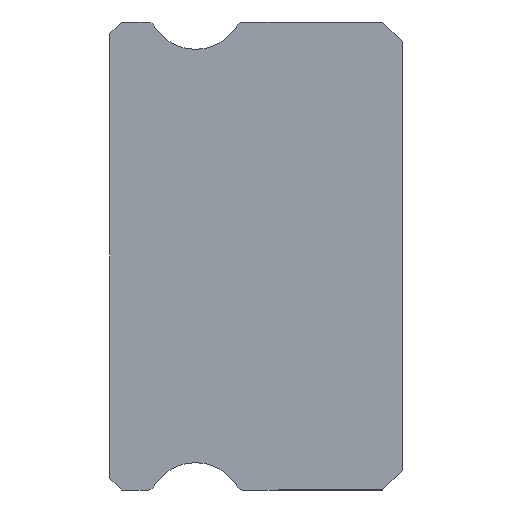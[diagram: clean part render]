
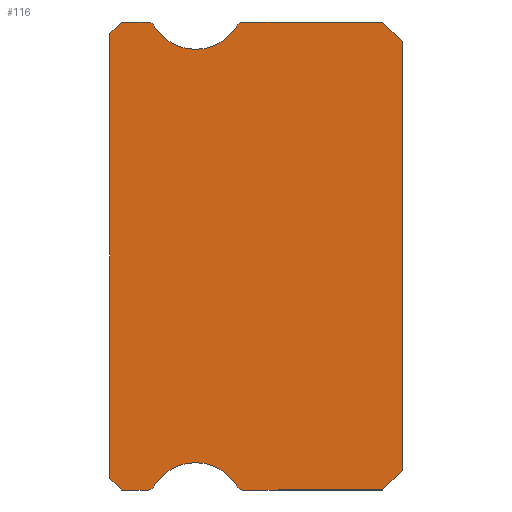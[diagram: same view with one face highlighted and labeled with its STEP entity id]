
A CAD part, left-side view. The second image highlights one B-rep face of the part: STEP entity #116.
In plain terms, the highlighted planar face has unit normal (-1, 0, 0).
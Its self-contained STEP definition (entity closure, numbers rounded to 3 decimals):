
#5 = LINE ( 'NONE', #2118, #454 ) ;
#55 = ORIENTED_EDGE ( 'NONE', *, *, #1796, .F. ) ;
#65 = VECTOR ( 'NONE', #2145, 1000. ) ;
#81 = DIRECTION ( 'NONE',  ( 1., 0., 0. ) ) ;
#103 = AXIS2_PLACEMENT_3D ( 'NONE', #1033, #2365, #3437 ) ;
#116 = ADVANCED_FACE ( 'NONE', ( #861 ), #882, .F. ) ;
#142 = VERTEX_POINT ( 'NONE', #557 ) ;
#157 = VECTOR ( 'NONE', #2467, 1000. ) ;
#158 = EDGE_CURVE ( 'NONE', #2598, #578, #1619, .T. ) ;
#162 = VERTEX_POINT ( 'NONE', #1891 ) ;
#211 = CIRCLE ( 'NONE', #823, 1.25 ) ;
#213 = ORIENTED_EDGE ( 'NONE', *, *, #2231, .F. ) ;
#279 = CARTESIAN_POINT ( 'NONE',  ( -12.5, 7.2, 6. ) ) ;
#290 = EDGE_CURVE ( 'NONE', #3350, #3257, #424, .T. ) ;
#393 = CARTESIAN_POINT ( 'NONE',  ( -12.5, 6.512, 5.85 ) ) ;
#395 = DIRECTION ( 'NONE',  ( 1., 0., 0. ) ) ;
#400 = DIRECTION ( 'NONE',  ( -1., 0., 0. ) ) ;
#407 = DIRECTION ( 'NONE',  ( 0., 0., -1. ) ) ;
#424 = LINE ( 'NONE', #1992, #1010 ) ;
#454 = VECTOR ( 'NONE', #1895, 1000. ) ;
#472 = DIRECTION ( 'NONE',  ( 0., 0., -1. ) ) ;
#489 = CIRCLE ( 'NONE', #2376, 1.25 ) ;
#511 = CARTESIAN_POINT ( 'NONE',  ( -12.5, 7.5, -5.7 ) ) ;
#557 = CARTESIAN_POINT ( 'NONE',  ( -12.5, 6.383, -5.925 ) ) ;
#578 = VERTEX_POINT ( 'NONE', #2255 ) ;
#640 = CARTESIAN_POINT ( 'NONE',  ( -12.5, 6.512, -6. ) ) ;
#649 = EDGE_CURVE ( 'NONE', #162, #142, #489, .T. ) ;
#691 = ORIENTED_EDGE ( 'NONE', *, *, #3187, .F. ) ;
#693 = ORIENTED_EDGE ( 'NONE', *, *, #649, .F. ) ;
#732 = CIRCLE ( 'NONE', #3129, 0.15 ) ;
#750 = CARTESIAN_POINT ( 'NONE',  ( -12.5, 4.088, -6. ) ) ;
#783 = DIRECTION ( 'NONE',  ( -1., 0., 0. ) ) ;
#821 = VERTEX_POINT ( 'NONE', #1086 ) ;
#823 = AXIS2_PLACEMENT_3D ( 'NONE', #2119, #2853, #472 ) ;
#826 = VERTEX_POINT ( 'NONE', #750 ) ;
#827 = CARTESIAN_POINT ( 'NONE',  ( -12.5, 7.5, 5.7 ) ) ;
#841 = VECTOR ( 'NONE', #3398, 1000. ) ;
#860 = VERTEX_POINT ( 'NONE', #2926 ) ;
#861 = FACE_OUTER_BOUND ( 'NONE', #1417, .T. ) ;
#882 = PLANE ( 'NONE',  #2669 ) ;
#941 = ORIENTED_EDGE ( 'NONE', *, *, #2987, .F. ) ;
#997 = VECTOR ( 'NONE', #1588, 1000. ) ;
#1010 = VECTOR ( 'NONE', #1488, 1000. ) ;
#1033 = CARTESIAN_POINT ( 'NONE',  ( -12.5, 4.088, 5.85 ) ) ;
#1053 = CARTESIAN_POINT ( 'NONE',  ( -12.5, 7.2, -6. ) ) ;
#1084 = CARTESIAN_POINT ( 'NONE',  ( -12.5, 7.2, -6. ) ) ;
#1086 = CARTESIAN_POINT ( 'NONE',  ( -12.5, 6.383, 5.925 ) ) ;
#1087 = VERTEX_POINT ( 'NONE', #3307 ) ;
#1089 = ORIENTED_EDGE ( 'NONE', *, *, #3054, .T. ) ;
#1144 = CARTESIAN_POINT ( 'NONE',  ( -12.5, 6.512, 5.85 ) ) ;
#1157 = AXIS2_PLACEMENT_3D ( 'NONE', #393, #1454, #407 ) ;
#1186 = VERTEX_POINT ( 'NONE', #2679 ) ;
#1214 = CARTESIAN_POINT ( 'NONE',  ( -12.5, 0.5, 6. ) ) ;
#1236 = ORIENTED_EDGE ( 'NONE', *, *, #290, .T. ) ;
#1270 = EDGE_CURVE ( 'NONE', #1531, #1776, #1660, .T. ) ;
#1271 = VECTOR ( 'NONE', #2592, 1000. ) ;
#1289 = EDGE_CURVE ( 'NONE', #1661, #860, #2116, .T. ) ;
#1338 = LINE ( 'NONE', #1532, #1271 ) ;
#1417 = EDGE_LOOP ( 'NONE', ( #3443, #213, #1089, #1574, #2150, #693, #3168, #691, #55, #1236, #2138, #941, #1461, #3055, #2955, #2424, #2473 ) ) ;
#1441 = LINE ( 'NONE', #640, #3413 ) ;
#1454 = DIRECTION ( 'NONE',  ( 1., 0., 0. ) ) ;
#1457 = DIRECTION ( 'NONE',  ( 0., 0., -1. ) ) ;
#1461 = ORIENTED_EDGE ( 'NONE', *, *, #1270, .F. ) ;
#1468 = EDGE_CURVE ( 'NONE', #3068, #821, #3446, .T. ) ;
#1488 = DIRECTION ( 'NONE',  ( 0., 0., 1. ) ) ;
#1531 = VERTEX_POINT ( 'NONE', #2876 ) ;
#1532 = CARTESIAN_POINT ( 'NONE',  ( -12.5, 0., -5.5 ) ) ;
#1574 = ORIENTED_EDGE ( 'NONE', *, *, #1289, .T. ) ;
#1581 = CARTESIAN_POINT ( 'NONE',  ( -12.5, 7.5, 5.85 ) ) ;
#1588 = DIRECTION ( 'NONE',  ( 0., 1., 0. ) ) ;
#1619 = LINE ( 'NONE', #827, #2178 ) ;
#1628 = VERTEX_POINT ( 'NONE', #3099 ) ;
#1660 = CIRCLE ( 'NONE', #103, 0.15 ) ;
#1661 = VERTEX_POINT ( 'NONE', #1053 ) ;
#1700 = DIRECTION ( 'NONE',  ( 0., 1., 0. ) ) ;
#1728 = EDGE_CURVE ( 'NONE', #3068, #2598, #2404, .T. ) ;
#1750 = CARTESIAN_POINT ( 'NONE',  ( -12.5, 0., 5.5 ) ) ;
#1751 = EDGE_CURVE ( 'NONE', #1087, #1531, #211, .T. ) ;
#1776 = VERTEX_POINT ( 'NONE', #1829 ) ;
#1796 = EDGE_CURVE ( 'NONE', #3350, #1628, #1338, .T. ) ;
#1829 = CARTESIAN_POINT ( 'NONE',  ( -12.5, 4.088, 6. ) ) ;
#1865 = DIRECTION ( 'NONE',  ( 0., 0., 1. ) ) ;
#1876 = CARTESIAN_POINT ( 'NONE',  ( -12.5, 6.512, 6. ) ) ;
#1891 = CARTESIAN_POINT ( 'NONE',  ( -12.5, 4.217, -5.925 ) ) ;
#1895 = DIRECTION ( 'NONE',  ( 0., -1., 0. ) ) ;
#1992 = CARTESIAN_POINT ( 'NONE',  ( -12.5, 0., 5.5 ) ) ;
#2116 = LINE ( 'NONE', #3174, #157 ) ;
#2118 = CARTESIAN_POINT ( 'NONE',  ( -12.5, 6.512, 6. ) ) ;
#2119 = CARTESIAN_POINT ( 'NONE',  ( -12.5, 5.3, 6.55 ) ) ;
#2138 = ORIENTED_EDGE ( 'NONE', *, *, #3245, .F. ) ;
#2145 = DIRECTION ( 'NONE',  ( 0., -0.707, -0.707 ) ) ;
#2150 = ORIENTED_EDGE ( 'NONE', *, *, #2692, .F. ) ;
#2178 = VECTOR ( 'NONE', #2678, 1000. ) ;
#2179 = DIRECTION ( 'NONE',  ( 0., 0., -1. ) ) ;
#2192 = AXIS2_PLACEMENT_3D ( 'NONE', #3219, #2745, #2468 ) ;
#2231 = EDGE_CURVE ( 'NONE', #2618, #578, #3212, .T. ) ;
#2255 = CARTESIAN_POINT ( 'NONE',  ( -12.5, 7.5, 5.7 ) ) ;
#2331 = LINE ( 'NONE', #1214, #841 ) ;
#2342 = CARTESIAN_POINT ( 'NONE',  ( -12.5, 5.3, -6.55 ) ) ;
#2356 = CIRCLE ( 'NONE', #2192, 0.15 ) ;
#2365 = DIRECTION ( 'NONE',  ( 1., 0., 0. ) ) ;
#2376 = AXIS2_PLACEMENT_3D ( 'NONE', #2342, #400, #3368 ) ;
#2404 = LINE ( 'NONE', #3176, #997 ) ;
#2424 = ORIENTED_EDGE ( 'NONE', *, *, #1468, .F. ) ;
#2454 = AXIS2_PLACEMENT_3D ( 'NONE', #2924, #783, #3220 ) ;
#2467 = DIRECTION ( 'NONE',  ( 0., -1., 0. ) ) ;
#2468 = DIRECTION ( 'NONE',  ( 0., 0., -1. ) ) ;
#2473 = ORIENTED_EDGE ( 'NONE', *, *, #1728, .T. ) ;
#2538 = VECTOR ( 'NONE', #1865, 1000. ) ;
#2592 = DIRECTION ( 'NONE',  ( 0., 0.707, -0.707 ) ) ;
#2598 = VERTEX_POINT ( 'NONE', #279 ) ;
#2618 = VERTEX_POINT ( 'NONE', #511 ) ;
#2669 = AXIS2_PLACEMENT_3D ( 'NONE', #1144, #81, #2179 ) ;
#2678 = DIRECTION ( 'NONE',  ( 0., 0.707, -0.707 ) ) ;
#2679 = CARTESIAN_POINT ( 'NONE',  ( -12.5, 0.5, 6. ) ) ;
#2692 = EDGE_CURVE ( 'NONE', #142, #860, #2356, .T. ) ;
#2745 = DIRECTION ( 'NONE',  ( 1., 0., 0. ) ) ;
#2810 = CARTESIAN_POINT ( 'NONE',  ( -12.5, 4.088, -5.85 ) ) ;
#2853 = DIRECTION ( 'NONE',  ( -1., 0., 0. ) ) ;
#2876 = CARTESIAN_POINT ( 'NONE',  ( -12.5, 4.217, 5.925 ) ) ;
#2903 = CARTESIAN_POINT ( 'NONE',  ( -12.5, 0., -5.5 ) ) ;
#2924 = CARTESIAN_POINT ( 'NONE',  ( -12.5, 5.3, 6.55 ) ) ;
#2926 = CARTESIAN_POINT ( 'NONE',  ( -12.5, 6.512, -6. ) ) ;
#2953 = EDGE_CURVE ( 'NONE', #821, #1087, #3067, .T. ) ;
#2955 = ORIENTED_EDGE ( 'NONE', *, *, #2953, .F. ) ;
#2987 = EDGE_CURVE ( 'NONE', #1776, #1186, #5, .T. ) ;
#3054 = EDGE_CURVE ( 'NONE', #2618, #1661, #3191, .T. ) ;
#3055 = ORIENTED_EDGE ( 'NONE', *, *, #1751, .F. ) ;
#3067 = CIRCLE ( 'NONE', #2454, 1.25 ) ;
#3068 = VERTEX_POINT ( 'NONE', #1876 ) ;
#3099 = CARTESIAN_POINT ( 'NONE',  ( -12.5, 0.5, -6. ) ) ;
#3129 = AXIS2_PLACEMENT_3D ( 'NONE', #2810, #395, #1457 ) ;
#3168 = ORIENTED_EDGE ( 'NONE', *, *, #3265, .F. ) ;
#3174 = CARTESIAN_POINT ( 'NONE',  ( -12.5, 6.512, -6. ) ) ;
#3176 = CARTESIAN_POINT ( 'NONE',  ( -12.5, 7.2, 6. ) ) ;
#3187 = EDGE_CURVE ( 'NONE', #1628, #826, #1441, .T. ) ;
#3191 = LINE ( 'NONE', #1084, #65 ) ;
#3212 = LINE ( 'NONE', #1581, #2538 ) ;
#3219 = CARTESIAN_POINT ( 'NONE',  ( -12.5, 6.512, -5.85 ) ) ;
#3220 = DIRECTION ( 'NONE',  ( 0., 0., -1. ) ) ;
#3245 = EDGE_CURVE ( 'NONE', #1186, #3257, #2331, .T. ) ;
#3257 = VERTEX_POINT ( 'NONE', #1750 ) ;
#3265 = EDGE_CURVE ( 'NONE', #826, #162, #732, .T. ) ;
#3307 = CARTESIAN_POINT ( 'NONE',  ( -12.5, 5.3, 5.3 ) ) ;
#3350 = VERTEX_POINT ( 'NONE', #2903 ) ;
#3368 = DIRECTION ( 'NONE',  ( 0., 0., -1. ) ) ;
#3398 = DIRECTION ( 'NONE',  ( 0., -0.707, -0.707 ) ) ;
#3413 = VECTOR ( 'NONE', #1700, 1000. ) ;
#3437 = DIRECTION ( 'NONE',  ( 0., 0., -1. ) ) ;
#3443 = ORIENTED_EDGE ( 'NONE', *, *, #158, .T. ) ;
#3446 = CIRCLE ( 'NONE', #1157, 0.15 ) ;
